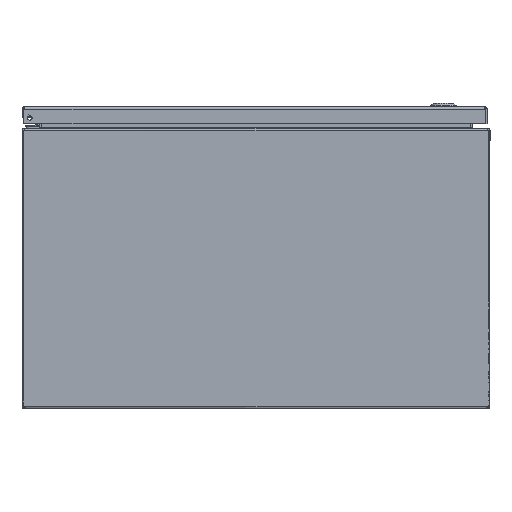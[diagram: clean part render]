
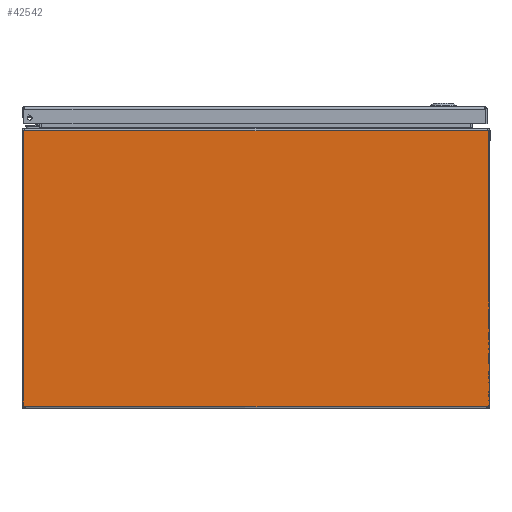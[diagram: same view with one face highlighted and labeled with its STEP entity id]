
A CAD part, front view. The second image highlights one B-rep face of the part: STEP entity #42542.
In plain terms, the highlighted planar face has unit normal (0, -1, 0).
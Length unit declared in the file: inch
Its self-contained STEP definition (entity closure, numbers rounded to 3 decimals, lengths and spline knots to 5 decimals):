
#1639 = LINE ( 'NONE', #9087, #37911 ) ;
#2537 = CIRCLE ( 'NONE', #92739, 0.068 ) ;
#3018 = VERTEX_POINT ( 'NONE', #105507 ) ;
#3147 = VECTOR ( 'NONE', #80816, 39.37008 ) ;
#4949 = VERTEX_POINT ( 'NONE', #83784 ) ;
#6382 = ORIENTED_EDGE ( 'NONE', *, *, #96020, .F. ) ;
#6523 = PLANE ( 'NONE',  #45012 ) ;
#6696 = DIRECTION ( 'NONE',  ( 0., 0., -1. ) ) ;
#6878 = VERTEX_POINT ( 'NONE', #18142 ) ;
#6977 = VECTOR ( 'NONE', #89449, 39.37008 ) ;
#7772 = VERTEX_POINT ( 'NONE', #52839 ) ;
#9030 = VECTOR ( 'NONE', #98620, 39.37008 ) ;
#9087 = CARTESIAN_POINT ( 'NONE',  ( 0.11361, 0., 0.10525 ) ) ;
#9518 = EDGE_CURVE ( 'NONE', #3018, #43407, #16321, .T. ) ;
#15161 = DIRECTION ( 'NONE',  ( 0., 1., 0. ) ) ;
#16321 = LINE ( 'NONE', #99262, #6977 ) ;
#17785 = VERTEX_POINT ( 'NONE', #20916 ) ;
#18142 = CARTESIAN_POINT ( 'NONE',  ( 0.037, 0., 0.12495 ) ) ;
#18262 = EDGE_CURVE ( 'NONE', #3018, #47699, #108646, .T. ) ;
#19220 = EDGE_CURVE ( 'NONE', #6878, #43407, #58217, .T. ) ;
#20916 = CARTESIAN_POINT ( 'NONE',  ( 19.963, 0., 11.89475 ) ) ;
#21741 = CARTESIAN_POINT ( 'NONE',  ( 0.06153, 0., 0.06153 ) ) ;
#29052 = VERTEX_POINT ( 'NONE', #72988 ) ;
#30287 = CARTESIAN_POINT ( 'NONE',  ( 0.037, 0., 6.0089 ) ) ;
#37851 = DIRECTION ( 'NONE',  ( 0., 0., -1. ) ) ;
#37911 = VECTOR ( 'NONE', #84737, 39.37008 ) ;
#38394 = EDGE_LOOP ( 'NONE', ( #87311, #110145, #58038, #6382, #98165, #108134, #107222, #57459 ) ) ;
#42542 = ADVANCED_FACE ( 'NONE', ( #51251 ), #6523, .F. ) ;
#43407 = VERTEX_POINT ( 'NONE', #60113 ) ;
#45012 = AXIS2_PLACEMENT_3D ( 'NONE', #84006, #15161, #58389 ) ;
#45856 = LINE ( 'NONE', #104937, #64788 ) ;
#46836 = DIRECTION ( 'NONE',  ( 0., -1., 0. ) ) ;
#47699 = VERTEX_POINT ( 'NONE', #63505 ) ;
#51251 = FACE_OUTER_BOUND ( 'NONE', #38394, .T. ) ;
#52839 = CARTESIAN_POINT ( 'NONE',  ( 0.11361, 0., 0.10525 ) ) ;
#57459 = ORIENTED_EDGE ( 'NONE', *, *, #101697, .T. ) ;
#58038 = ORIENTED_EDGE ( 'NONE', *, *, #19220, .F. ) ;
#58217 = LINE ( 'NONE', #30287, #3147 ) ;
#58389 = DIRECTION ( 'NONE',  ( 0., 0., 1. ) ) ;
#60113 = CARTESIAN_POINT ( 'NONE',  ( 0.037, 0., 11.89475 ) ) ;
#62026 = DIRECTION ( 'NONE',  ( -1., 0., 0. ) ) ;
#63505 = CARTESIAN_POINT ( 'NONE',  ( 19.91495, 0., 11.89475 ) ) ;
#64210 = DIRECTION ( 'NONE',  ( 0., 0., -1. ) ) ;
#64788 = VECTOR ( 'NONE', #62026, 39.37008 ) ;
#70413 = EDGE_CURVE ( 'NONE', #4949, #7772, #1639, .T. ) ;
#72988 = CARTESIAN_POINT ( 'NONE',  ( 19.963, 0., 0.12495 ) ) ;
#76111 = EDGE_CURVE ( 'NONE', #29052, #4949, #2537, .T. ) ;
#80816 = DIRECTION ( 'NONE',  ( 0., 0., 1. ) ) ;
#80942 = CARTESIAN_POINT ( 'NONE',  ( 10., 0., 11.89475 ) ) ;
#81991 = DIRECTION ( 'NONE',  ( 0., -1., 0. ) ) ;
#83784 = CARTESIAN_POINT ( 'NONE',  ( 19.88639, 0., 0.10525 ) ) ;
#84006 = CARTESIAN_POINT ( 'NONE',  ( 10., 0., 6.0089 ) ) ;
#84737 = DIRECTION ( 'NONE',  ( -1., 0., 0. ) ) ;
#87311 = ORIENTED_EDGE ( 'NONE', *, *, #18262, .F. ) ;
#88128 = EDGE_CURVE ( 'NONE', #17785, #29052, #93170, .T. ) ;
#89449 = DIRECTION ( 'NONE',  ( -1., 0., 0. ) ) ;
#89653 = CIRCLE ( 'NONE', #108033, 0.068 ) ;
#92739 = AXIS2_PLACEMENT_3D ( 'NONE', #107138, #46836, #37851 ) ;
#93170 = LINE ( 'NONE', #107080, #99882 ) ;
#96020 = EDGE_CURVE ( 'NONE', #7772, #6878, #89653, .T. ) ;
#98165 = ORIENTED_EDGE ( 'NONE', *, *, #70413, .F. ) ;
#98620 = DIRECTION ( 'NONE',  ( 1., 0., 0. ) ) ;
#99262 = CARTESIAN_POINT ( 'NONE',  ( 19.963, 0., 11.89475 ) ) ;
#99882 = VECTOR ( 'NONE', #64210, 39.37008 ) ;
#101697 = EDGE_CURVE ( 'NONE', #17785, #47699, #45856, .T. ) ;
#104937 = CARTESIAN_POINT ( 'NONE',  ( 19.963, 0., 11.89475 ) ) ;
#105507 = CARTESIAN_POINT ( 'NONE',  ( 0.08505, 0., 11.89475 ) ) ;
#107080 = CARTESIAN_POINT ( 'NONE',  ( 19.963, 0., 6.0089 ) ) ;
#107138 = CARTESIAN_POINT ( 'NONE',  ( 19.93847, 0., 0.06153 ) ) ;
#107222 = ORIENTED_EDGE ( 'NONE', *, *, #88128, .F. ) ;
#108033 = AXIS2_PLACEMENT_3D ( 'NONE', #21741, #81991, #6696 ) ;
#108134 = ORIENTED_EDGE ( 'NONE', *, *, #76111, .F. ) ;
#108646 = LINE ( 'NONE', #80942, #9030 ) ;
#110145 = ORIENTED_EDGE ( 'NONE', *, *, #9518, .T. ) ;
